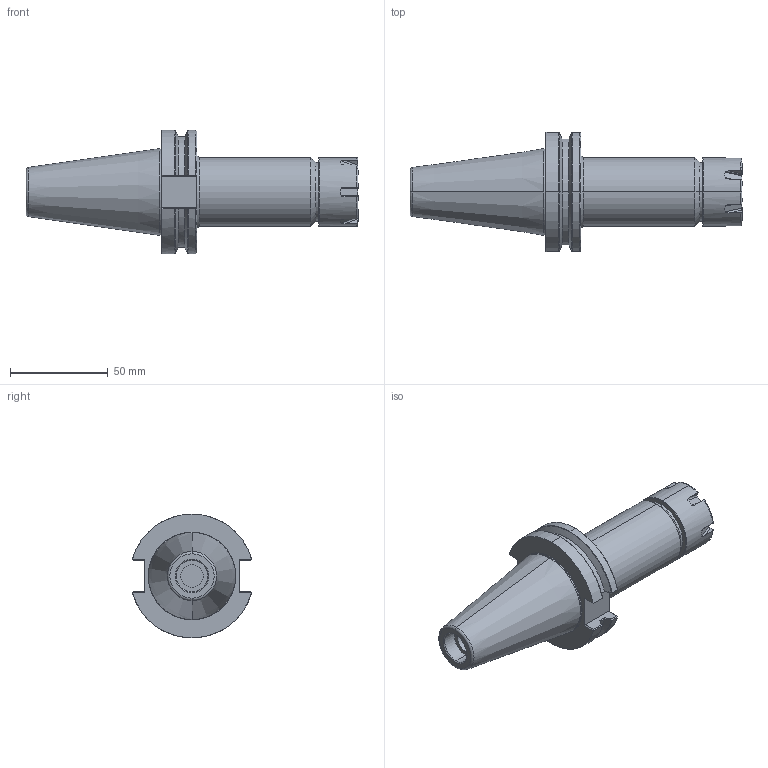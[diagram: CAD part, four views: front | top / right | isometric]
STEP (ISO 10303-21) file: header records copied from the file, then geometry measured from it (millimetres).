
FILE_DESCRIPTION (( 'STEP AP203' ), '1' );
FILE_NAME ('CAT40 ER25-4.STEP', '2019-02-16T22:01:02', ( '' ), ( '' ), 'SwSTEP 2.0', 'SolidWorks 2017', '' );
FILE_SCHEMA (( 'CONFIG_CONTROL_DESIGN' ));
Length unit declared in the file: inch
Products named in the file (1): CAT40 ER25-4
Bounding box: 170.18 x 61.13 x 63.5 mm (x, y, z)
Volume: 184504.8 mm3; surface area: 32623.5 mm2
Topology: 2 solids, 2 shells, 147 faces, 385 edges, 248 vertices
Faces by surface type: plane 56, cylinder 41, cone 21, torus 21, bspline 8
Entity records: 4941 total; most frequent: CARTESIAN_POINT 1417, ORIENTED_EDGE 770, DIRECTION 660, EDGE_CURVE 385, AXIS2_PLACEMENT_3D 249, VERTEX_POINT 248, LINE 162, VECTOR 162
